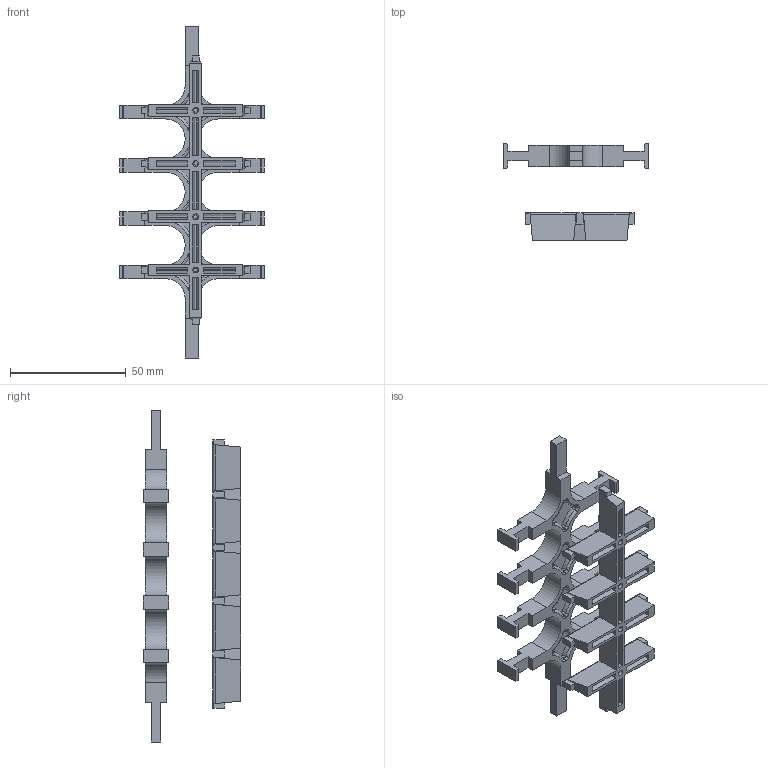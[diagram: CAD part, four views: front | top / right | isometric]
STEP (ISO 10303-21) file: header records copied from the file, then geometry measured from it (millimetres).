
FILE_DESCRIPTION(/* description */ ('','CAx-IF Rec.Pracs.---Representation and Presentation of Product Manufacturing Information (PMI)---3.8---2014-02-18'),/* implementation_level */ '2;1');
FILE_NAME(/* name */ 'BPASG10G-RST.stp',/* time_stamp */ '2024-06-18T09:26:49+02:00',/* author */ ('sl'),/* organization */ (''),/* preprocessor_version */ 'ST-DEVELOPER v16.5',/* originating_system */ 'Autodesk Inventor 2017',/* authorisation */ '');
FILE_SCHEMA (('AP242_MANAGED_MODEL_BASED_3D_ENGINEERING_MIM_LF { 1 0 10303 442 1 1 4 }'));
Length unit declared in the file: millimetre
Products named in the file (3): BPASG10G; Baskı Plakası Modüler-BPA(S)
-10 yol; Orta Parça Modüler-BPA(S)-10 yol
Assembly tree (2 placements, depth 2):
  BPASG10G
    Baskı Plakası Modüler-BPA(S)
-10 yol
    Orta Parça Modüler-BPA(S)-10 yol
Bounding box: 62.6 x 42.1 x 143.4 mm (x, y, z)
Volume: 26210.4 mm3; surface area: 24819.7 mm2
Topology: 2 solids, 2 shells, 571 faces, 1482 edges, 940 vertices
Faces by surface type: plane 307, cylinder 164, torus 96, cone 4
Entity records: 17645 total; most frequent: DIRECTION 3130, CARTESIAN_POINT 2994, ORIENTED_EDGE 2956, EDGE_CURVE 1478, AXIS2_PLACEMENT_3D 1076, LINE 978, VECTOR 978, VERTEX_POINT 940
